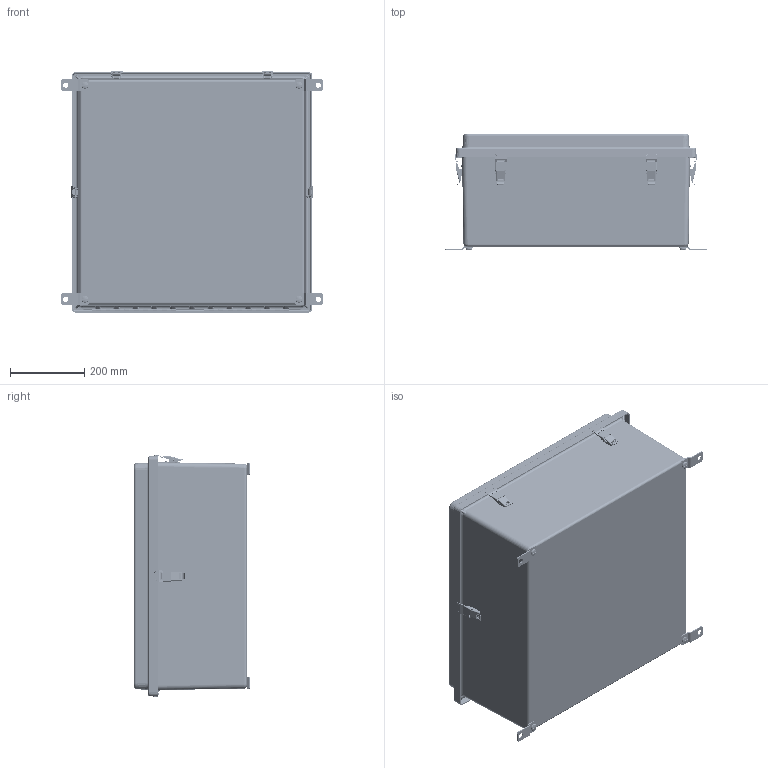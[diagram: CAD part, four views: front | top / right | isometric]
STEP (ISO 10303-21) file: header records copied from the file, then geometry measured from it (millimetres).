
FILE_DESCRIPTION (( 'STEP AP203' ), '1' );
FILE_NAME ('AM24240RL.step', '2014-04-03T13:21:52', ( '' ), ( '' ), 'SwSTEP 2.0', 'SolidWorks 2014', '' );
FILE_SCHEMA (( 'CONFIG_CONTROL_DESIGN' ));
Length unit declared in the file: inch
Products named in the file (21): 70-632DUALNUT; 70-63238316_95345A468; 1740001; 70-60836-1; WLGKEEPER316; 55-3816341_91792A622; AM24240RL; 621-02  BASE316; 9in pin; 621-04 Rivet (f)316; 60801 bottom leaf; 621-01 Lever316; 60801 top leaf; 621-06 hook316; 70-60801; 621-05 Rivet (f)316; 70-60512316; 1060 D-40441; 70-60864316; 70-632TNUT; 1085 D-40468
Assembly tree (69 placements, depth 3):
  AM24240RL
    1060 D-40441
    1085 D-40468
    1740001  x4
    55-3816341_91792A622  x8
    70-60801  x2
      9in pin
      60801 bottom leaf
      60801 top leaf
    70-60512316  x18
    70-632TNUT  x6
    70-63238316_95345A468  x10
    WLGKEEPER316  x4
    70-60864316  x4
      621-02  BASE316
      621-04 Rivet (f)316
      621-01 Lever316
      621-06 hook316
      621-05 Rivet (f)316
    70-632DUALNUT  x2
    70-60836-1
Bounding box: 707.39 x 313.72 x 652.03 mm (x, y, z)
Volume: 6303369.6 mm3; surface area: 3934904.9 mm2
Topology: 91 solids, 91 shells, 5626 faces, 14326 edges, 9003 vertices
Faces by surface type: cylinder 2527, plane 1707, bspline 750, torus 272, cone 264, sphere 106
Entity records: 62813 total; most frequent: CARTESIAN_POINT 22321, ORIENTED_EDGE 8130, DIRECTION 7335, EDGE_CURVE 4065, AXIS2_PLACEMENT_3D 2708, VERTEX_POINT 2507, LINE 1919, VECTOR 1919
